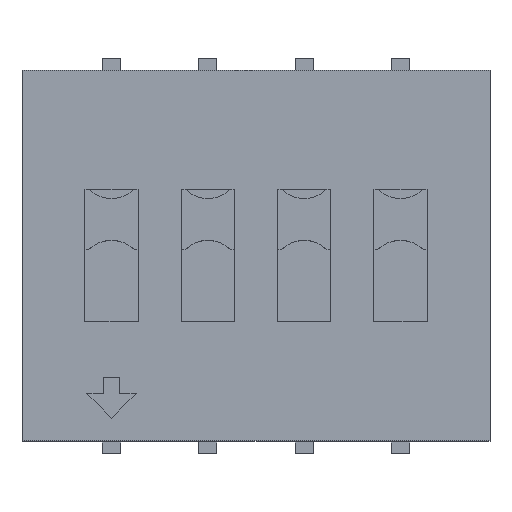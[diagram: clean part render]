
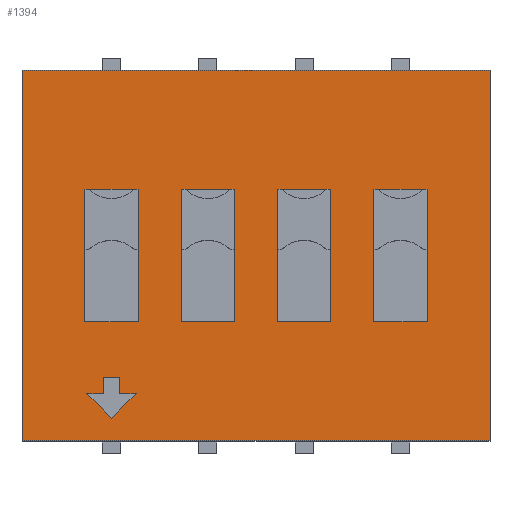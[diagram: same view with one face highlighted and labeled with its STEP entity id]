
A CAD part, top view. The second image highlights one B-rep face of the part: STEP entity #1394.
In plain terms, the highlighted planar face has unit normal (0, 0, 1).
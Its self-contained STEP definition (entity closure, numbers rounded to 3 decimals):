
#13=DIRECTION('',(0.,0.,1.));
#27=VECTOR('',#28,1.);
#28=DIRECTION('',(0.,1.,0.));
#47=DIRECTION('',(-1.,0.,0.));
#57=VECTOR('',#58,1.);
#58=DIRECTION('',(1.,0.,0.));
#101=VECTOR('',#47,1.);
#119=VECTOR('',#120,1.);
#120=DIRECTION('',(0.,-1.,0.));
#372=VERTEX_POINT('',#373);
#373=CARTESIAN_POINT('',(-6.17,-4.89,7.7));
#375=ORIENTED_EDGE('',*,*,#376,.T.);
#376=EDGE_CURVE('',#372,#377,#379,.T.);
#377=VERTEX_POINT('',#378);
#378=CARTESIAN_POINT('',(6.17,-4.89,7.7));
#379=LINE('',#373,#57);
#394=ORIENTED_EDGE('',*,*,#395,.T.);
#395=EDGE_CURVE('',#377,#396,#398,.T.);
#396=VERTEX_POINT('',#397);
#397=CARTESIAN_POINT('',(6.17,4.89,7.7));
#398=LINE('',#378,#27);
#447=ORIENTED_EDGE('',*,*,#448,.T.);
#448=EDGE_CURVE('',#396,#449,#451,.T.);
#449=VERTEX_POINT('',#450);
#450=CARTESIAN_POINT('',(-6.17,4.89,7.7));
#451=LINE('',#397,#101);
#505=ORIENTED_EDGE('',*,*,#506,.T.);
#506=EDGE_CURVE('',#449,#372,#507,.T.);
#507=LINE('',#450,#119);
#1394=ADVANCED_FACE('',(#1395,#1397,#1435,#1473,#1514,#1552),#1590,.T.);
#1395=FACE_BOUND('',#1396,.T.);
#1396=EDGE_LOOP('',(#447,#505,#375,#394));
#1397=FACE_BOUND('',#1398,.T.);
#1398=EDGE_LOOP('',(#1399,#1406,#1411,#1417,#1420,#1426,#1430,#1433));
#1399=ORIENTED_EDGE('',*,*,#1400,.F.);
#1400=EDGE_CURVE('',#1401,#1403,#1405,.T.);
#1401=VERTEX_POINT('',#1402);
#1402=CARTESIAN_POINT('',(1.97,-1.75,7.7));
#1403=VERTEX_POINT('',#1404);
#1404=CARTESIAN_POINT('',(1.97,0.15,7.7));
#1405=LINE('',#1402,#27);
#1406=ORIENTED_EDGE('',*,*,#1407,.F.);
#1407=EDGE_CURVE('',#1408,#1401,#1410,.T.);
#1408=VERTEX_POINT('',#1409);
#1409=CARTESIAN_POINT('',(0.57,-1.75,7.7));
#1410=LINE('',#1409,#57);
#1411=ORIENTED_EDGE('',*,*,#1412,.F.);
#1412=EDGE_CURVE('',#1413,#1408,#1415,.T.);
#1413=VERTEX_POINT('',#1414);
#1414=CARTESIAN_POINT('',(0.57,0.15,7.7));
#1415=LINE('',#1416,#119);
#1416=CARTESIAN_POINT('',(0.57,1.75,7.7));
#1417=ORIENTED_EDGE('',*,*,#1418,.F.);
#1418=EDGE_CURVE('',#1419,#1413,#1415,.T.);
#1419=VERTEX_POINT('',#1416);
#1420=ORIENTED_EDGE('',*,*,#1421,.F.);
#1421=EDGE_CURVE('',#1422,#1419,#1424,.T.);
#1422=VERTEX_POINT('',#1423);
#1423=CARTESIAN_POINT('',(0.668,1.75,7.7));
#1424=LINE('',#1425,#101);
#1425=CARTESIAN_POINT('',(1.97,1.75,7.7));
#1426=ORIENTED_EDGE('',*,*,#1427,.F.);
#1427=EDGE_CURVE('',#1428,#1422,#1424,.T.);
#1428=VERTEX_POINT('',#1429);
#1429=CARTESIAN_POINT('',(1.872,1.75,7.7));
#1430=ORIENTED_EDGE('',*,*,#1431,.F.);
#1431=EDGE_CURVE('',#1432,#1428,#1424,.T.);
#1432=VERTEX_POINT('',#1425);
#1433=ORIENTED_EDGE('',*,*,#1434,.F.);
#1434=EDGE_CURVE('',#1403,#1432,#1405,.T.);
#1435=FACE_BOUND('',#1436,.T.);
#1436=EDGE_LOOP('',(#1437,#1444,#1450,#1453,#1459,#1463,#1466,#1471));
#1437=ORIENTED_EDGE('',*,*,#1438,.F.);
#1438=EDGE_CURVE('',#1439,#1441,#1443,.T.);
#1439=VERTEX_POINT('',#1440);
#1440=CARTESIAN_POINT('',(-1.97,-1.75,7.7));
#1441=VERTEX_POINT('',#1442);
#1442=CARTESIAN_POINT('',(-0.57,-1.75,7.7));
#1443=LINE('',#1440,#57);
#1444=ORIENTED_EDGE('',*,*,#1445,.F.);
#1445=EDGE_CURVE('',#1446,#1439,#1448,.T.);
#1446=VERTEX_POINT('',#1447);
#1447=CARTESIAN_POINT('',(-1.97,0.15,7.7));
#1448=LINE('',#1449,#119);
#1449=CARTESIAN_POINT('',(-1.97,1.75,7.7));
#1450=ORIENTED_EDGE('',*,*,#1451,.F.);
#1451=EDGE_CURVE('',#1452,#1446,#1448,.T.);
#1452=VERTEX_POINT('',#1449);
#1453=ORIENTED_EDGE('',*,*,#1454,.F.);
#1454=EDGE_CURVE('',#1455,#1452,#1457,.T.);
#1455=VERTEX_POINT('',#1456);
#1456=CARTESIAN_POINT('',(-1.872,1.75,7.7));
#1457=LINE('',#1458,#101);
#1458=CARTESIAN_POINT('',(-0.57,1.75,7.7));
#1459=ORIENTED_EDGE('',*,*,#1460,.F.);
#1460=EDGE_CURVE('',#1461,#1455,#1457,.T.);
#1461=VERTEX_POINT('',#1462);
#1462=CARTESIAN_POINT('',(-0.668,1.75,7.7));
#1463=ORIENTED_EDGE('',*,*,#1464,.F.);
#1464=EDGE_CURVE('',#1465,#1461,#1457,.T.);
#1465=VERTEX_POINT('',#1458);
#1466=ORIENTED_EDGE('',*,*,#1467,.F.);
#1467=EDGE_CURVE('',#1468,#1465,#1470,.T.);
#1468=VERTEX_POINT('',#1469);
#1469=CARTESIAN_POINT('',(-0.57,0.15,7.7));
#1470=LINE('',#1442,#27);
#1471=ORIENTED_EDGE('',*,*,#1472,.F.);
#1472=EDGE_CURVE('',#1441,#1468,#1470,.T.);
#1473=FACE_BOUND('',#1474,.T.);
#1474=EDGE_LOOP('',(#1475,#1482,#1487,#1492,#1499,#1506,#1511));
#1475=ORIENTED_EDGE('',*,*,#1476,.F.);
#1476=EDGE_CURVE('',#1477,#1479,#1481,.T.);
#1477=VERTEX_POINT('',#1478);
#1478=CARTESIAN_POINT('',(-3.593,-3.207,7.7));
#1479=VERTEX_POINT('',#1480);
#1480=CARTESIAN_POINT('',(-4.027,-3.207,7.7));
#1481=LINE('',#1478,#101);
#1482=ORIENTED_EDGE('',*,*,#1483,.F.);
#1483=EDGE_CURVE('',#1484,#1477,#1486,.T.);
#1484=VERTEX_POINT('',#1485);
#1485=CARTESIAN_POINT('',(-3.593,-3.64,7.7));
#1486=LINE('',#1485,#27);
#1487=ORIENTED_EDGE('',*,*,#1488,.F.);
#1488=EDGE_CURVE('',#1489,#1484,#1491,.T.);
#1489=VERTEX_POINT('',#1490);
#1490=CARTESIAN_POINT('',(-3.16,-3.64,7.7));
#1491=LINE('',#1490,#101);
#1492=ORIENTED_EDGE('',*,*,#1493,.F.);
#1493=EDGE_CURVE('',#1494,#1489,#1496,.T.);
#1494=VERTEX_POINT('',#1495);
#1495=CARTESIAN_POINT('',(-3.81,-4.29,7.7));
#1496=LINE('',#1495,#1497);
#1497=VECTOR('',#1498,1.);
#1498=DIRECTION('',(0.707,0.707,0.));
#1499=ORIENTED_EDGE('',*,*,#1500,.F.);
#1500=EDGE_CURVE('',#1501,#1494,#1503,.T.);
#1501=VERTEX_POINT('',#1502);
#1502=CARTESIAN_POINT('',(-4.46,-3.64,7.7));
#1503=LINE('',#1502,#1504);
#1504=VECTOR('',#1505,1.);
#1505=DIRECTION('',(0.707,-0.707,0.));
#1506=ORIENTED_EDGE('',*,*,#1507,.F.);
#1507=EDGE_CURVE('',#1508,#1501,#1510,.T.);
#1508=VERTEX_POINT('',#1509);
#1509=CARTESIAN_POINT('',(-4.027,-3.64,7.7));
#1510=LINE('',#1509,#101);
#1511=ORIENTED_EDGE('',*,*,#1512,.F.);
#1512=EDGE_CURVE('',#1479,#1508,#1513,.T.);
#1513=LINE('',#1480,#119);
#1514=FACE_BOUND('',#1515,.T.);
#1515=EDGE_LOOP('',(#1516,#1523,#1529,#1532,#1537,#1543,#1546,#1550));
#1516=ORIENTED_EDGE('',*,*,#1517,.F.);
#1517=EDGE_CURVE('',#1518,#1520,#1522,.T.);
#1518=VERTEX_POINT('',#1519);
#1519=CARTESIAN_POINT('',(-3.11,1.75,7.7));
#1520=VERTEX_POINT('',#1521);
#1521=CARTESIAN_POINT('',(-3.208,1.75,7.7));
#1522=LINE('',#1519,#101);
#1523=ORIENTED_EDGE('',*,*,#1524,.F.);
#1524=EDGE_CURVE('',#1525,#1518,#1527,.T.);
#1525=VERTEX_POINT('',#1526);
#1526=CARTESIAN_POINT('',(-3.11,0.15,7.7));
#1527=LINE('',#1528,#27);
#1528=CARTESIAN_POINT('',(-3.11,-1.75,7.7));
#1529=ORIENTED_EDGE('',*,*,#1530,.F.);
#1530=EDGE_CURVE('',#1531,#1525,#1527,.T.);
#1531=VERTEX_POINT('',#1528);
#1532=ORIENTED_EDGE('',*,*,#1533,.F.);
#1533=EDGE_CURVE('',#1534,#1531,#1536,.T.);
#1534=VERTEX_POINT('',#1535);
#1535=CARTESIAN_POINT('',(-4.51,-1.75,7.7));
#1536=LINE('',#1535,#57);
#1537=ORIENTED_EDGE('',*,*,#1538,.F.);
#1538=EDGE_CURVE('',#1539,#1534,#1541,.T.);
#1539=VERTEX_POINT('',#1540);
#1540=CARTESIAN_POINT('',(-4.51,0.15,7.7));
#1541=LINE('',#1542,#119);
#1542=CARTESIAN_POINT('',(-4.51,1.75,7.7));
#1543=ORIENTED_EDGE('',*,*,#1544,.F.);
#1544=EDGE_CURVE('',#1545,#1539,#1541,.T.);
#1545=VERTEX_POINT('',#1542);
#1546=ORIENTED_EDGE('',*,*,#1547,.F.);
#1547=EDGE_CURVE('',#1548,#1545,#1522,.T.);
#1548=VERTEX_POINT('',#1549);
#1549=CARTESIAN_POINT('',(-4.412,1.75,7.7));
#1550=ORIENTED_EDGE('',*,*,#1551,.F.);
#1551=EDGE_CURVE('',#1520,#1548,#1522,.T.);
#1552=FACE_BOUND('',#1553,.T.);
#1553=EDGE_LOOP('',(#1554,#1561,#1567,#1570,#1575,#1581,#1584,#1588));
#1554=ORIENTED_EDGE('',*,*,#1555,.F.);
#1555=EDGE_CURVE('',#1556,#1558,#1560,.T.);
#1556=VERTEX_POINT('',#1557);
#1557=CARTESIAN_POINT('',(4.51,1.75,7.7));
#1558=VERTEX_POINT('',#1559);
#1559=CARTESIAN_POINT('',(4.412,1.75,7.7));
#1560=LINE('',#1557,#101);
#1561=ORIENTED_EDGE('',*,*,#1562,.F.);
#1562=EDGE_CURVE('',#1563,#1556,#1565,.T.);
#1563=VERTEX_POINT('',#1564);
#1564=CARTESIAN_POINT('',(4.51,0.15,7.7));
#1565=LINE('',#1566,#27);
#1566=CARTESIAN_POINT('',(4.51,-1.75,7.7));
#1567=ORIENTED_EDGE('',*,*,#1568,.F.);
#1568=EDGE_CURVE('',#1569,#1563,#1565,.T.);
#1569=VERTEX_POINT('',#1566);
#1570=ORIENTED_EDGE('',*,*,#1571,.F.);
#1571=EDGE_CURVE('',#1572,#1569,#1574,.T.);
#1572=VERTEX_POINT('',#1573);
#1573=CARTESIAN_POINT('',(3.11,-1.75,7.7));
#1574=LINE('',#1573,#57);
#1575=ORIENTED_EDGE('',*,*,#1576,.F.);
#1576=EDGE_CURVE('',#1577,#1572,#1579,.T.);
#1577=VERTEX_POINT('',#1578);
#1578=CARTESIAN_POINT('',(3.11,0.15,7.7));
#1579=LINE('',#1580,#119);
#1580=CARTESIAN_POINT('',(3.11,1.75,7.7));
#1581=ORIENTED_EDGE('',*,*,#1582,.F.);
#1582=EDGE_CURVE('',#1583,#1577,#1579,.T.);
#1583=VERTEX_POINT('',#1580);
#1584=ORIENTED_EDGE('',*,*,#1585,.F.);
#1585=EDGE_CURVE('',#1586,#1583,#1560,.T.);
#1586=VERTEX_POINT('',#1587);
#1587=CARTESIAN_POINT('',(3.208,1.75,7.7));
#1588=ORIENTED_EDGE('',*,*,#1589,.F.);
#1589=EDGE_CURVE('',#1558,#1586,#1560,.T.);
#1590=PLANE('',#1591);
#1591=AXIS2_PLACEMENT_3D('',#1592,#13,#47);
#1592=CARTESIAN_POINT('',(0.,0.,7.7));
